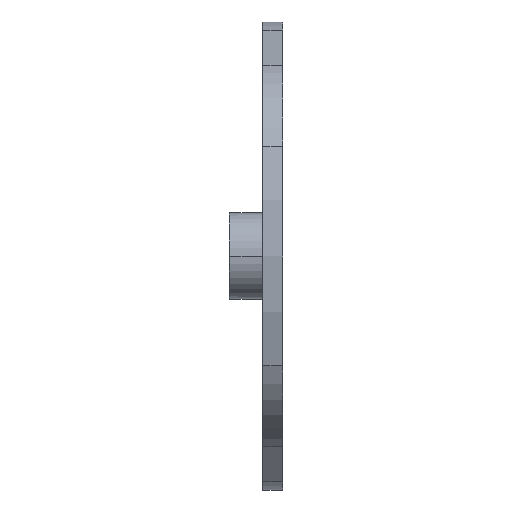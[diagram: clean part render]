
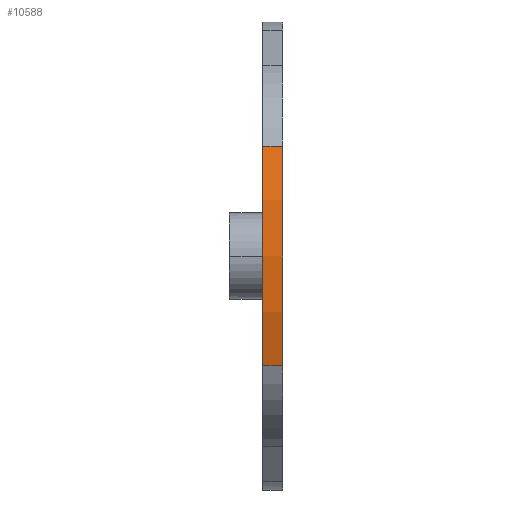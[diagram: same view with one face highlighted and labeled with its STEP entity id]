
A CAD part, left-side view. The second image highlights one B-rep face of the part: STEP entity #10588.
In plain terms, the highlighted cylindrical face has radius 500 mm (diameter 1000 mm), a partial arc.
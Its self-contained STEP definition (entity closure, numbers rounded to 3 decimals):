
#4813=DIRECTION('',(0.,-1.,0.));
#4814=VECTOR('',#4813,30.);
#4815=CARTESIAN_POINT('',(-471.911,0.,-165.228));
#4816=LINE('',#4815,#4814);
#4820=CARTESIAN_POINT('',(0.,0.,0.));
#4821=DIRECTION('',(0.,1.,0.));
#4822=DIRECTION('',(-0.944,0.,-0.33));
#4823=AXIS2_PLACEMENT_3D('',#4820,#4821,#4822);
#4828=DIRECTION('',(0.,1.,0.));
#4829=VECTOR('',#4828,30.);
#4830=CARTESIAN_POINT('',(-471.911,-30.,165.228));
#4831=LINE('',#4830,#4829);
#4835=CARTESIAN_POINT('',(0.,-30.,0.));
#4836=DIRECTION('',(0.,-1.,0.));
#4837=DIRECTION('',(-0.944,0.,0.33));
#4838=AXIS2_PLACEMENT_3D('',#4835,#4836,#4837);
#6637=CARTESIAN_POINT('',(-471.911,-30.,-165.228));
#6639=VERTEX_POINT('',#6637);
#6643=CARTESIAN_POINT('',(-471.911,0.,
-165.228));
#6644=VERTEX_POINT('',#6643);
#6685=CARTESIAN_POINT('',(-471.911,0.,
165.228));
#6687=VERTEX_POINT('',#6685);
#6691=CARTESIAN_POINT('',(-471.911,-30.,165.228));
#6692=VERTEX_POINT('',#6691);
#10576=CARTESIAN_POINT('',(0.,0.,0.));
#10577=DIRECTION('',(0.,-1.,0.));
#10578=DIRECTION('',(-1.,0.,0.));
#10579=AXIS2_PLACEMENT_3D('',#10576,#10577,#10578);
#10580=CYLINDRICAL_SURFACE('',#10579,500.);
#10581=ORIENTED_EDGE('',*,*,#10571,.F.);
#10582=ORIENTED_EDGE('',*,*,#7199,.T.);
#10584=ORIENTED_EDGE('',*,*,#10583,.F.);
#10585=ORIENTED_EDGE('',*,*,#7911,.T.);
#10586=EDGE_LOOP('',(#10581,#10582,#10584,#10585));
#10587=FACE_OUTER_BOUND('',#10586,.F.);
#4824=CIRCLE('',#4823,500.);
#4839=CIRCLE('',#4838,500.);
#7199=EDGE_CURVE('',#6644,#6687,#4824,.T.);
#7911=EDGE_CURVE('',#6692,#6639,#4839,.T.);
#10571=EDGE_CURVE('',#6644,#6639,#4816,.T.);
#10583=EDGE_CURVE('',#6692,#6687,#4831,.T.);
#10588=ADVANCED_FACE('',(#10587),#10580,.T.);
